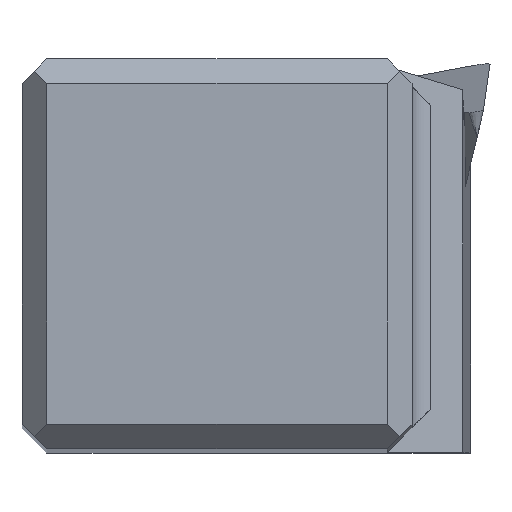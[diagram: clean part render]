
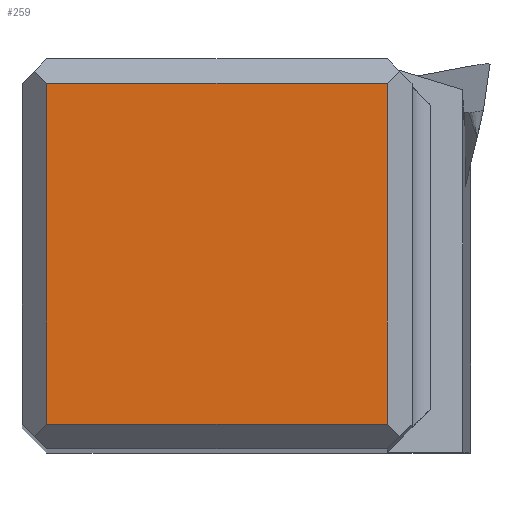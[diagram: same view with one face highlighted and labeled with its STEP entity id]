
A CAD part, top view. The second image highlights one B-rep face of the part: STEP entity #259.
In plain terms, the highlighted planar face has unit normal (0, 0, 1).
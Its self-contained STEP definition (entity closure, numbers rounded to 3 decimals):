
#178=FACE_OUTER_BOUND('',#394,.T.);
#259=ADVANCED_FACE('',(#178),#302,.T.);
#302=PLANE('',#1758);
#394=EDGE_LOOP('',(#800,#801,#802,#803));
#800=ORIENTED_EDGE('',*,*,#1173,.F.);
#801=ORIENTED_EDGE('',*,*,#1188,.F.);
#802=ORIENTED_EDGE('',*,*,#1189,.T.);
#803=ORIENTED_EDGE('',*,*,#1028,.F.);
#871=VERTEX_POINT('',#2328);
#872=VERTEX_POINT('',#2330);
#969=VERTEX_POINT('',#2930);
#977=VERTEX_POINT('',#2959);
#1028=EDGE_CURVE('',#871,#872,#1332,.T.);
#1173=EDGE_CURVE('',#969,#871,#1412,.T.);
#1188=EDGE_CURVE('',#977,#969,#1426,.T.);
#1189=EDGE_CURVE('',#977,#872,#1427,.T.);
#1332=LINE('',#2329,#1468);
#1412=LINE('',#2931,#1548);
#1426=LINE('',#2960,#1562);
#1427=LINE('',#2962,#1563);
#1468=VECTOR('',#1890,1.);
#1548=VECTOR('',#2154,1.);
#1562=VECTOR('',#2182,1.);
#1563=VECTOR('',#2185,1.);
#1758=AXIS2_PLACEMENT_3D('',#2963,#2186,#2187);
#1890=DIRECTION('',(-1.,0.,0.));
#2154=DIRECTION('',(0.,-1.,0.));
#2182=DIRECTION('',(1.,0.,0.));
#2185=DIRECTION('',(0.,-1.,0.));
#2186=DIRECTION('',(0.,0.,1.));
#2187=DIRECTION('',(1.,0.,0.));
#2328=CARTESIAN_POINT('',(14.875,1.,0.));
#2329=CARTESIAN_POINT('',(14.875,1.,0.));
#2330=CARTESIAN_POINT('',(1.,1.,0.));
#2930=CARTESIAN_POINT('',(14.875,14.875,0.));
#2931=CARTESIAN_POINT('',(14.875,14.875,0.));
#2959=CARTESIAN_POINT('',(1.,14.875,0.));
#2960=CARTESIAN_POINT('',(1.,14.875,0.));
#2962=CARTESIAN_POINT('',(1.,14.875,0.));
#2963=CARTESIAN_POINT('',(7.938,7.938,0.));
